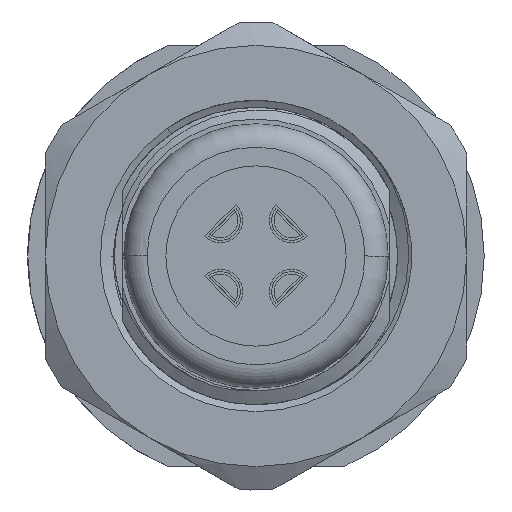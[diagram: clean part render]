
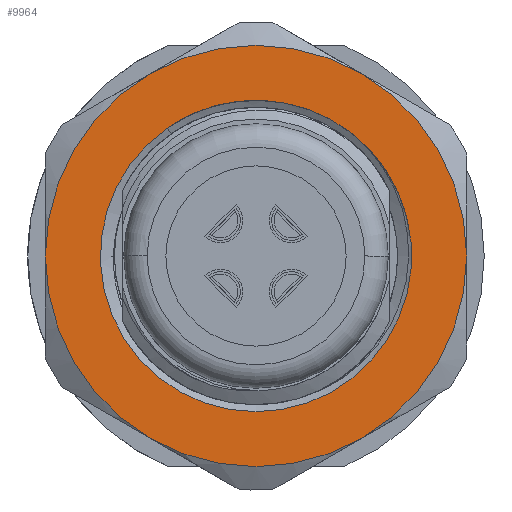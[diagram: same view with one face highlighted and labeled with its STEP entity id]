
A CAD part, left-side view. The second image highlights one B-rep face of the part: STEP entity #9964.
In plain terms, the highlighted planar face has unit normal (-1, 0, 0).
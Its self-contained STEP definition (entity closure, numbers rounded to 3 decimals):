
#828=CARTESIAN_POINT('',(-3.8,-4.5,
-7.794));
#849=CARTESIAN_POINT('',(-3.8,4.5,-7.794));
#891=CARTESIAN_POINT('',(-3.8,9.,0.));
#921=CARTESIAN_POINT('',(-3.8,4.5,7.794));
#942=CARTESIAN_POINT('',(-3.8,-4.5,7.794));
#959=CARTESIAN_POINT('',(-3.8,-9.,0.));
#1005=CARTESIAN_POINT('',(-3.8,0.,0.));
#1006=DIRECTION('',(1.,0.,0.));
#1007=DIRECTION('',(0.,-0.5,0.866));
#1008=AXIS2_PLACEMENT_3D('',#1005,#1006,#1007);
#1010=CARTESIAN_POINT('',(-3.8,0.,0.));
#1011=DIRECTION('',(1.,0.,0.));
#1012=DIRECTION('',(0.,-1.,0.));
#1013=AXIS2_PLACEMENT_3D('',#1010,#1011,#1012);
#1015=CARTESIAN_POINT('',(-3.8,0.,0.));
#1016=DIRECTION('',(1.,0.,0.));
#1017=DIRECTION('',(0.,-0.5,-0.866));
#1018=AXIS2_PLACEMENT_3D('',#1015,#1016,#1017);
#1020=CARTESIAN_POINT('',(-3.8,0.,0.));
#1021=DIRECTION('',(1.,0.,0.));
#1022=DIRECTION('',(0.,0.5,-0.866));
#1023=AXIS2_PLACEMENT_3D('',#1020,#1021,#1022);
#1025=CARTESIAN_POINT('',(-3.8,0.,0.));
#1026=DIRECTION('',(1.,0.,0.));
#1027=DIRECTION('',(0.,1.,0.));
#1028=AXIS2_PLACEMENT_3D('',#1025,#1026,#1027);
#1030=CARTESIAN_POINT('',(-3.8,0.,0.));
#1031=DIRECTION('',(1.,0.,0.));
#1032=DIRECTION('',(0.,0.5,0.866));
#1033=AXIS2_PLACEMENT_3D('',#1030,#1031,#1032);
#1035=CARTESIAN_POINT('',(-3.8,0.,0.));
#1036=DIRECTION('',(-1.,0.,0.));
#1037=DIRECTION('',(0.,0.569,0.822));
#1038=AXIS2_PLACEMENT_3D('',#1035,#1036,#1037);
#1040=CARTESIAN_POINT('',(-3.8,0.,0.));
#1041=DIRECTION('',(-1.,0.,0.));
#1042=DIRECTION('',(0.,0.,-1.));
#1043=AXIS2_PLACEMENT_3D('',#1040,#1041,#1042);
#1045=CARTESIAN_POINT('',(-3.8,0.,0.));
#1046=DIRECTION('',(-1.,0.,0.));
#1047=DIRECTION('',(0.,-0.606,0.796));
#1048=AXIS2_PLACEMENT_3D('',#1045,#1046,#1047);
#7814=VERTEX_POINT('',#828);
#7819=VERTEX_POINT('',#849);
#7823=VERTEX_POINT('',#891);
#7827=VERTEX_POINT('',#921);
#7831=VERTEX_POINT('',#942);
#7835=VERTEX_POINT('',#959);
#7837=CARTESIAN_POINT('',(-3.8,3.787,5.466));
#7838=CARTESIAN_POINT('',(-3.8,0.,-6.65));
#7839=VERTEX_POINT('',#7837);
#7840=VERTEX_POINT('',#7838);
#7841=CARTESIAN_POINT('',(-3.8,-4.029,5.29));
#7842=VERTEX_POINT('',#7841);
#9943=CARTESIAN_POINT('',(-3.8,0.,0.));
#9944=DIRECTION('',(1.,0.,0.));
#9945=DIRECTION('',(0.,1.,0.));
#9946=AXIS2_PLACEMENT_3D('',#9943,#9944,#9945);
#9947=PLANE('',#9946);
#9948=ORIENTED_EDGE('',*,*,#9883,.T.);
#9949=ORIENTED_EDGE('',*,*,#9937,.T.);
#9950=ORIENTED_EDGE('',*,*,#9711,.T.);
#9951=ORIENTED_EDGE('',*,*,#9754,.T.);
#9952=ORIENTED_EDGE('',*,*,#9797,.T.);
#9953=ORIENTED_EDGE('',*,*,#9840,.T.);
#9954=EDGE_LOOP('',(#9948,#9949,#9950,#9951,#9952,#9953));
#9955=FACE_OUTER_BOUND('',#9954,.F.);
#9957=ORIENTED_EDGE('',*,*,#9956,.T.);
#9959=ORIENTED_EDGE('',*,*,#9958,.T.);
#9961=ORIENTED_EDGE('',*,*,#9960,.T.);
#9962=EDGE_LOOP('',(#9957,#9959,#9961));
#9963=FACE_BOUND('',#9962,.F.);
#1009=CIRCLE('',#1008,9.);
#1014=CIRCLE('',#1013,9.);
#1019=CIRCLE('',#1018,9.);
#1024=CIRCLE('',#1023,9.);
#1029=CIRCLE('',#1028,9.);
#1034=CIRCLE('',#1033,9.);
#1039=CIRCLE('',#1038,6.65);
#1044=CIRCLE('',#1043,6.65);
#1049=CIRCLE('',#1048,6.65);
#9711=EDGE_CURVE('',#7814,#7819,#1019,.T.);
#9754=EDGE_CURVE('',#7819,#7823,#1024,.T.);
#9797=EDGE_CURVE('',#7823,#7827,#1029,.T.);
#9840=EDGE_CURVE('',#7827,#7831,#1034,.T.);
#9883=EDGE_CURVE('',#7831,#7835,#1009,.T.);
#9937=EDGE_CURVE('',#7835,#7814,#1014,.T.);
#9956=EDGE_CURVE('',#7839,#7840,#1039,.T.);
#9958=EDGE_CURVE('',#7840,#7842,#1044,.T.);
#9960=EDGE_CURVE('',#7842,#7839,#1049,.T.);
#9964=ADVANCED_FACE('',(#9955,#9963),#9947,.F.);
